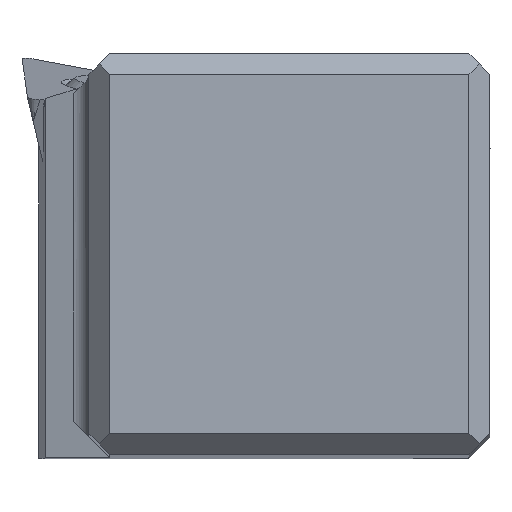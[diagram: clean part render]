
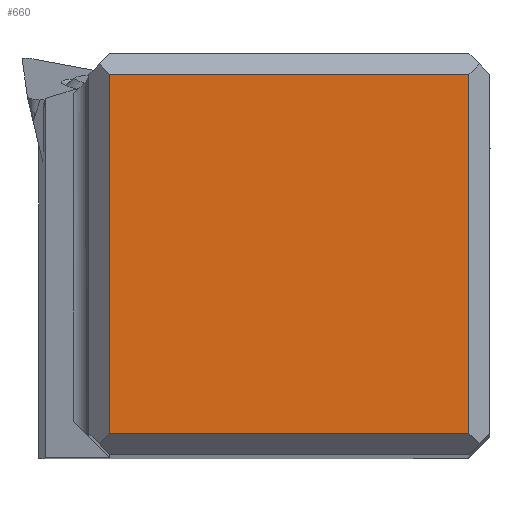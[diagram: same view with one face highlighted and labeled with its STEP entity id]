
A CAD part, top view. The second image highlights one B-rep face of the part: STEP entity #660.
In plain terms, the highlighted planar face has unit normal (0, 0, 1).
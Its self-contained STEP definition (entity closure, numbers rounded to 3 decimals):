
#577=FACE_OUTER_BOUND('',#795,.T.);
#660=ADVANCED_FACE('',(#577),#732,.T.);
#732=PLANE('',#2232);
#795=EDGE_LOOP('',(#1085,#1086,#1087,#1088));
#1085=ORIENTED_EDGE('',*,*,#1563,.F.);
#1086=ORIENTED_EDGE('',*,*,#1477,.T.);
#1087=ORIENTED_EDGE('',*,*,#1562,.T.);
#1088=ORIENTED_EDGE('',*,*,#1550,.F.);
#1315=VERTEX_POINT('',#2884);
#1316=VERTEX_POINT('',#2886);
#1366=VERTEX_POINT('',#3035);
#1367=VERTEX_POINT('',#3037);
#1477=EDGE_CURVE('',#1316,#1315,#1788,.T.);
#1550=EDGE_CURVE('',#1366,#1367,#1847,.T.);
#1562=EDGE_CURVE('',#1315,#1367,#1857,.T.);
#1563=EDGE_CURVE('',#1316,#1366,#1858,.T.);
#1788=LINE('',#2885,#1927);
#1847=LINE('',#3036,#1986);
#1857=LINE('',#3060,#1996);
#1858=LINE('',#3062,#1997);
#1927=VECTOR('',#2433,1.);
#1986=VECTOR('',#2558,1.);
#1996=VECTOR('',#2584,1.);
#1997=VECTOR('',#2587,1.);
#2232=AXIS2_PLACEMENT_3D('',#3063,#2588,#2589);
#2433=DIRECTION('',(-1.,0.,0.));
#2558=DIRECTION('',(-1.,0.,0.));
#2584=DIRECTION('',(0.,-1.,0.));
#2587=DIRECTION('',(0.,-1.,0.));
#2588=DIRECTION('',(0.,0.,1.));
#2589=DIRECTION('',(-1.,0.,0.));
#2884=CARTESIAN_POINT('',(-18.05,18.05,0.));
#2885=CARTESIAN_POINT('',(-1.,18.05,0.));
#2886=CARTESIAN_POINT('',(-1.,18.05,0.));
#3035=CARTESIAN_POINT('',(-1.,1.,0.));
#3036=CARTESIAN_POINT('',(-1.,1.,0.));
#3037=CARTESIAN_POINT('',(-18.05,1.,0.));
#3060=CARTESIAN_POINT('',(-18.05,18.05,0.));
#3062=CARTESIAN_POINT('',(-1.,18.05,0.));
#3063=CARTESIAN_POINT('',(-9.525,9.525,0.));
